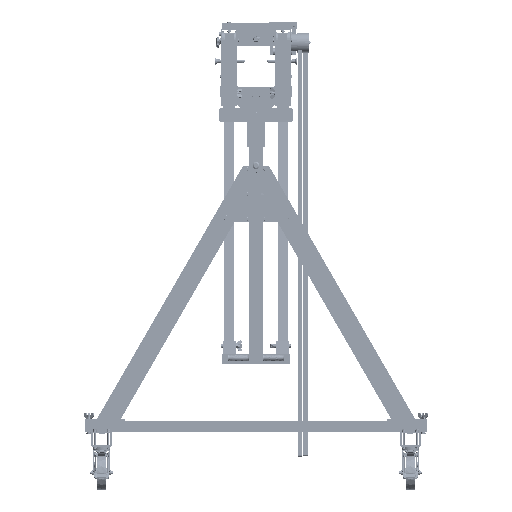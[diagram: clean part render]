
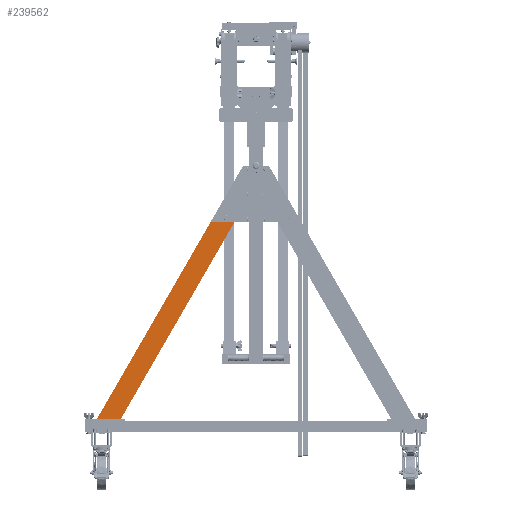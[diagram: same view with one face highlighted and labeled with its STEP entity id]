
A CAD part, front view. The second image highlights one B-rep face of the part: STEP entity #239562.
In plain terms, the highlighted planar face has unit normal (0, -1, 0).
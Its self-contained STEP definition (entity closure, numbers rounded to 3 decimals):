
#18400=LINE('',#338302,#33971);
#18401=LINE('',#338304,#33972);
#18402=LINE('',#338306,#33973);
#18403=LINE('',#338307,#33974);
#33971=VECTOR('',#277117,10.);
#33972=VECTOR('',#277118,10.);
#33973=VECTOR('',#277119,10.);
#33974=VECTOR('',#277120,10.);
#49509=FACE_OUTER_BOUND('',#63528,.T.);
#63528=EDGE_LOOP('',(#147261,#147262,#147263,#147264));
#88591=VERTEX_POINT('',#338300);
#88592=VERTEX_POINT('',#338301);
#88593=VERTEX_POINT('',#338303);
#88594=VERTEX_POINT('',#338305);
#111745=EDGE_CURVE('',#88591,#88592,#18400,.T.);
#111746=EDGE_CURVE('',#88592,#88593,#18401,.T.);
#111747=EDGE_CURVE('',#88593,#88594,#18402,.T.);
#111748=EDGE_CURVE('',#88591,#88594,#18403,.T.);
#147261=ORIENTED_EDGE('',*,*,#111745,.T.);
#147262=ORIENTED_EDGE('',*,*,#111746,.T.);
#147263=ORIENTED_EDGE('',*,*,#111747,.T.);
#147264=ORIENTED_EDGE('',*,*,#111748,.F.);
#217740=PLANE('',#254135);
#239562=ADVANCED_FACE('',(#49509),#217740,.T.);
#254135=AXIS2_PLACEMENT_3D('',#338299,#277115,#277116);
#277115=DIRECTION('center_axis',(0.,-1.,0.));
#277116=DIRECTION('ref_axis',(0.866,0.,-0.5));
#277117=DIRECTION('',(1.,0.,0.));
#277118=DIRECTION('',(0.5,0.,0.866));
#277119=DIRECTION('',(0.,0.,1.));
#277120=DIRECTION('',(0.5,0.,0.866));
#338299=CARTESIAN_POINT('Origin',(-921.402,-40.,-1143.743));
#338300=CARTESIAN_POINT('',(-924.,-40.,-1142.243));
#338301=CARTESIAN_POINT('',(-785.436,-40.,-1142.243));
#338302=CARTESIAN_POINT('',(-922.701,-40.,-1142.243));
#338303=CARTESIAN_POINT('',(-74.,-40.,90.));
#338304=CARTESIAN_POINT('',(-820.077,-40.,-1202.243));
#338305=CARTESIAN_POINT('',(-74.,-40.,330.));
#338306=CARTESIAN_POINT('',(-74.,-40.,-526.872));
#338307=CARTESIAN_POINT('',(-924.,-40.,-1142.243));
